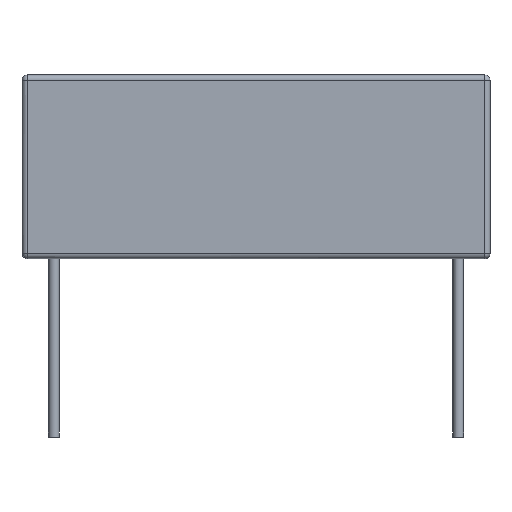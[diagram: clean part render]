
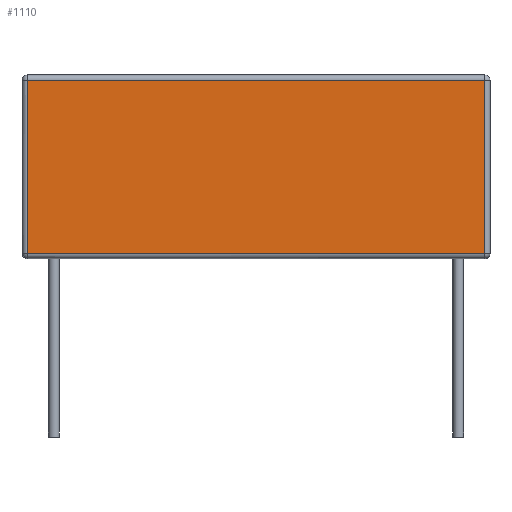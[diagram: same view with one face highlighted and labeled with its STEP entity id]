
A CAD part, front view. The second image highlights one B-rep face of the part: STEP entity #1110.
In plain terms, the highlighted free-form (B-spline) face has degree [1, 1] with [2, 2] control points.
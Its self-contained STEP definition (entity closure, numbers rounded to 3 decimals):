
#567=CARTESIAN_POINT('',(12.95,-2.4,18.1));
#568=VERTEX_POINT('',#567);
#637=CARTESIAN_POINT('',(-12.95,-2.4,18.1));
#638=VERTEX_POINT('',#637);
#661=CARTESIAN_POINT('',(12.95,-2.4,8.3));
#662=VERTEX_POINT('',#661);
#721=CARTESIAN_POINT('',(-12.95,-2.4,8.3));
#722=VERTEX_POINT('',#721);
#829=CARTESIAN_POINT('',(12.95,-2.4,8.3));
#830=DIRECTION('',(-1.0,0.0,0.0));
#831=VECTOR('',#830,25.9);
#832=LINE('',#829,#831);
#833=EDGE_CURVE('',#662,#722,#832,.T.);
#847=CARTESIAN_POINT('',(-12.95,-2.4,8.3));
#848=DIRECTION('',(0.0,0.0,1.0));
#849=VECTOR('',#848,9.8);
#850=LINE('',#847,#849);
#851=EDGE_CURVE('',#722,#638,#850,.T.);
#943=CARTESIAN_POINT('',(12.95,-2.4,18.1));
#944=DIRECTION('',(0.0,0.0,-1.0));
#945=VECTOR('',#944,9.8);
#946=LINE('',#943,#945);
#947=EDGE_CURVE('',#568,#662,#946,.T.);
#958=CARTESIAN_POINT('',(-12.95,-2.4,18.1));
#959=DIRECTION('',(1.0,0.0,0.0));
#960=VECTOR('',#959,25.9);
#961=LINE('',#958,#960);
#962=EDGE_CURVE('',#638,#568,#961,.T.);
#1099=CARTESIAN_POINT('',(12.95,-2.4,18.1));
#1100=CARTESIAN_POINT('',(12.95,-2.4,8.3));
#1101=CARTESIAN_POINT('',(-12.95,-2.4,18.1));
#1102=CARTESIAN_POINT('',(-12.95,-2.4,8.3));
#1103=B_SPLINE_SURFACE_WITH_KNOTS('',1,1,((#1099,#1101),(#1100,#1102)),.UNSPECIFIED.,.F.,.F.,.U.,(2,2),(2,2),(0.0,9.8),(0.0,25.9),.UNSPECIFIED.);
#1104=ORIENTED_EDGE('',*,*,#833,.F.);
#1105=ORIENTED_EDGE('',*,*,#947,.F.);
#1106=ORIENTED_EDGE('',*,*,#962,.F.);
#1107=ORIENTED_EDGE('',*,*,#851,.F.);
#1108=EDGE_LOOP('',(#1104,#1105,#1106,#1107));
#1109=FACE_OUTER_BOUND('',#1108,.T.);
#1110=ADVANCED_FACE('',(#1109),#1103,.F.);
